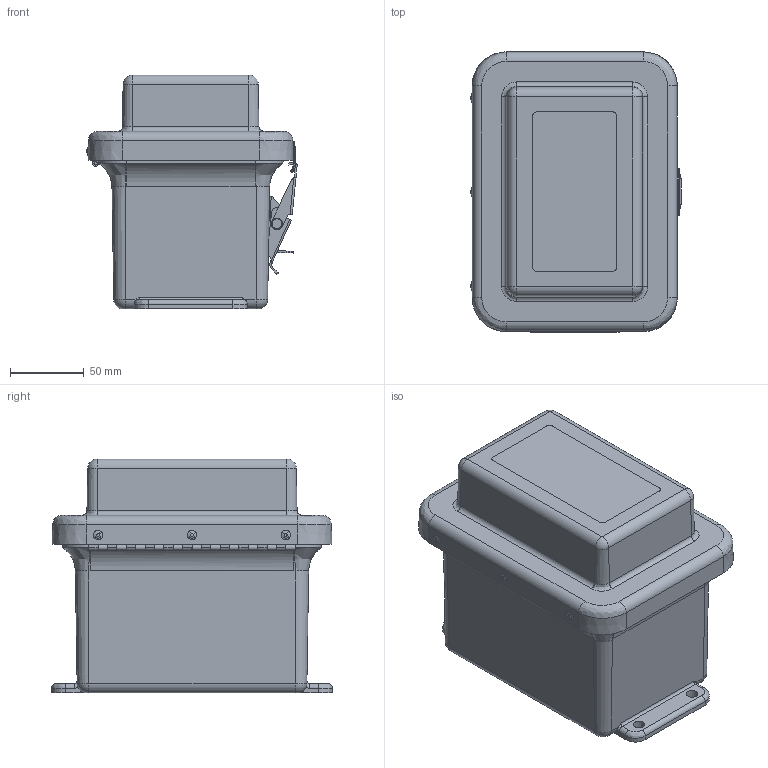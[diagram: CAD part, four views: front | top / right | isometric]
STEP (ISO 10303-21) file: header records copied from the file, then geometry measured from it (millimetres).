
FILE_DESCRIPTION (( 'STEP AP214' ), '1' );
FILE_NAME ('MRW604HPL.STEP', '2018-11-07T11:08:25', ( '' ), ( '' ), 'SwSTEP 2.0', 'SolidWorks 2018', '' );
FILE_SCHEMA (( 'AUTOMOTIVE_DESIGN' ));
Length unit declared in the file: inch
Products named in the file (1): MRW604HPL
Bounding box: 142.26 x 189.85 x 158.17 mm (x, y, z)
Volume: 580713.9 mm3; surface area: 306374.4 mm2
Topology: 26 solids, 26 shells, 721 faces, 1772 edges, 1131 vertices
Faces by surface type: plane 287, cylinder 286, bspline 92, cone 44, torus 12
Full cylindrical faces by diameter (mm): 2.159 x23, 2.64 x4, 3.048 x1, 3.175 x9, 3.302 x2, 3.327 x5, 3.429 x9, 3.556 x11, 3.861 x5, 3.962 x7, 4.306 x2, 5.537 x4, 6.35 x5, 6.858 x4, 7.62 x2, 9.525 x1
Entity records: 34625 total; most frequent: CARTESIAN_POINT 8533, ORIENTED_EDGE 3280, DIRECTION 3269, EDGE_CURVE 1640, AXIS2_PLACEMENT_3D 1221, VERTEX_POINT 1113, EDGE_LOOP 989, VECTOR 827
